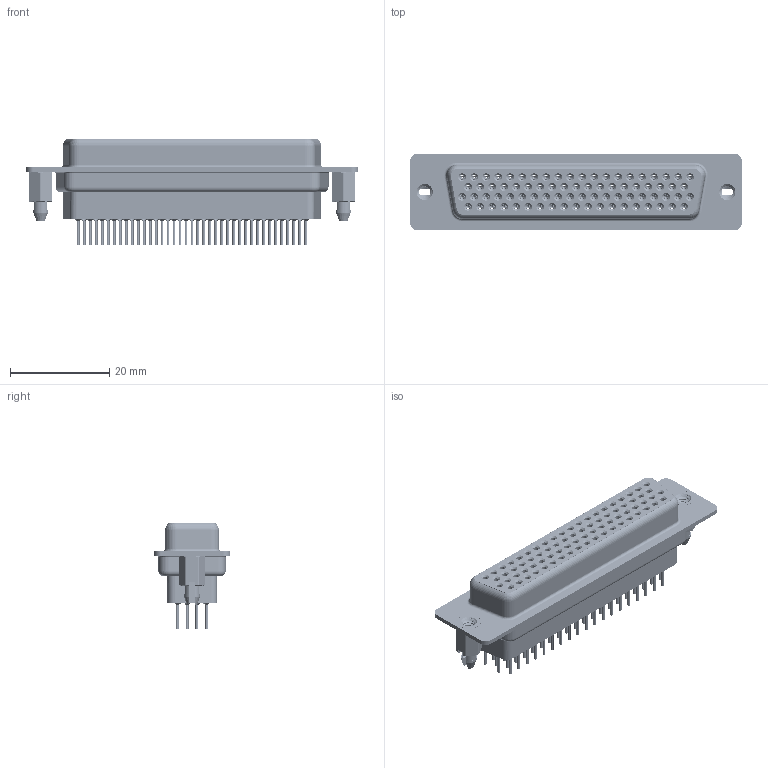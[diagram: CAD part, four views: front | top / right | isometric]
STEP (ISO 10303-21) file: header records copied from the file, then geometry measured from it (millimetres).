
FILE_DESCRIPTION (( 'STEP AP203' ), '1' );
FILE_NAME ('638-078-631-276.STEP', '2020-07-20T04:57:30', ( '' ), ( '' ), 'SwSTEP 2.0', 'SolidWorks 2020', '' );
FILE_SCHEMA (( 'CONFIG_CONTROL_DESIGN' ));
Length unit declared in the file: millimetre
Products named in the file (9): 638 Contact Row 3_31; 638 Shell Front_78 Contacts; 638 Contact Row 78_31; 638 Housing_78 Contacts HP; 638-078-631-276; 638 Contact Row 2_31; 638 4-40 Threaded Boardlock_LP; 638 Shell Rear_78 Contacts; 638 Contact Row 1_31
Assembly tree (83 placements, depth 2):
  638-078-631-276
    638 Housing_78 Contacts HP
    638 Shell Front_78 Contacts
    638 Shell Rear_78 Contacts
    638 Contact Row 1_31  x19
    638 Contact Row 2_31  x20
    638 Contact Row 3_31  x19
    638 Contact Row 78_31  x20
    638 4-40 Threaded Boardlock_LP  x2
Bounding box: 67 x 15.4 x 21.5 mm (x, y, z)
Volume: 7422.9 mm3; surface area: 25298.7 mm2
Topology: 83 solids, 83 shells, 9947 faces, 25565 edges, 15949 vertices
Faces by surface type: cylinder 2743, plane 2517, torus 1929, bspline 1566, cone 1192
Entity records: 58641 total; most frequent: CARTESIAN_POINT 14743, DIRECTION 9145, ORIENTED_EDGE 8104, EDGE_CURVE 4052, AXIS2_PLACEMENT_3D 3861, VERTEX_POINT 2573, EDGE_LOOP 2149, CIRCLE 2121
